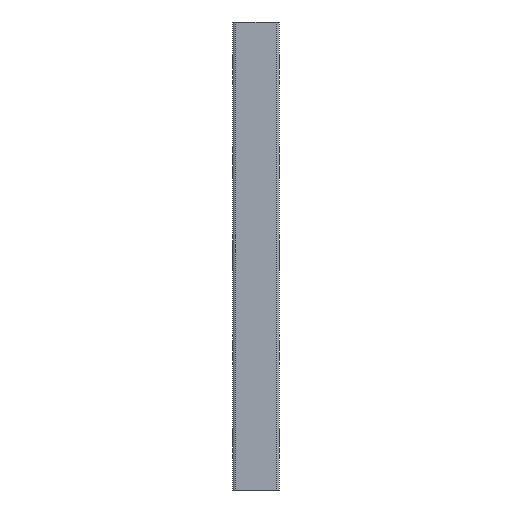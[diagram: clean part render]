
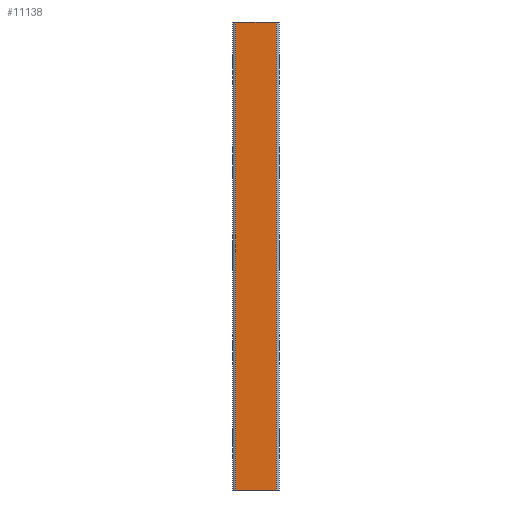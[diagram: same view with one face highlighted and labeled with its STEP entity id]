
A CAD part, left-side view. The second image highlights one B-rep face of the part: STEP entity #11138.
In plain terms, the highlighted planar face has unit normal (-1, 0, 0).
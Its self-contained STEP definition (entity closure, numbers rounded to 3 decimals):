
#432 = CARTESIAN_POINT ( 'NONE',  ( -12., 8., 0. ) ) ;
#485 = EDGE_CURVE ( 'NONE', #10132, #3733, #8265, .T. ) ;
#707 = ORIENTED_EDGE ( 'NONE', *, *, #10783, .T. ) ;
#1164 = CARTESIAN_POINT ( 'NONE',  ( -12., 7.5, 80. ) ) ;
#1287 = DIRECTION ( 'NONE',  ( 0., 0., 1. ) ) ;
#1688 = VECTOR ( 'NONE', #4280, 1000. ) ;
#2410 = EDGE_LOOP ( 'NONE', ( #9443, #707, #3621, #16234 ) ) ;
#2823 = DIRECTION ( 'NONE',  ( 0., 0., -1. ) ) ;
#3159 = VECTOR ( 'NONE', #1287, 1000. ) ;
#3552 = LINE ( 'NONE', #11354, #13234 ) ;
#3621 = ORIENTED_EDGE ( 'NONE', *, *, #10762, .F. ) ;
#3733 = VERTEX_POINT ( 'NONE', #15505 ) ;
#3919 = FACE_OUTER_BOUND ( 'NONE', #2410, .T. ) ;
#4280 = DIRECTION ( 'NONE',  ( 0., -1., 0. ) ) ;
#5902 = CARTESIAN_POINT ( 'NONE',  ( -12., 7.5, 80. ) ) ;
#7625 = CARTESIAN_POINT ( 'NONE',  ( -12., 0.5, 80. ) ) ;
#8262 = CARTESIAN_POINT ( 'NONE',  ( -12., 0.5, 0. ) ) ;
#8265 = LINE ( 'NONE', #5902, #14831 ) ;
#8667 = DIRECTION ( 'NONE',  ( 0., 0., -1. ) ) ;
#9325 = CARTESIAN_POINT ( 'NONE',  ( -12., 0.5, 80. ) ) ;
#9443 = ORIENTED_EDGE ( 'NONE', *, *, #12687, .T. ) ;
#9849 = VERTEX_POINT ( 'NONE', #9325 ) ;
#9909 = VERTEX_POINT ( 'NONE', #8262 ) ;
#10132 = VERTEX_POINT ( 'NONE', #1164 ) ;
#10762 = EDGE_CURVE ( 'NONE', #10132, #9849, #3552, .T. ) ;
#10783 = EDGE_CURVE ( 'NONE', #9909, #9849, #13634, .T. ) ;
#11138 = ADVANCED_FACE ( 'NONE', ( #3919 ), #13675, .F. ) ;
#11354 = CARTESIAN_POINT ( 'NONE',  ( -12., 8., 80. ) ) ;
#11780 = LINE ( 'NONE', #432, #1688 ) ;
#12416 = AXIS2_PLACEMENT_3D ( 'NONE', #14968, #16267, #8667 ) ;
#12642 = DIRECTION ( 'NONE',  ( 0., -1., 0. ) ) ;
#12687 = EDGE_CURVE ( 'NONE', #3733, #9909, #11780, .T. ) ;
#13234 = VECTOR ( 'NONE', #12642, 1000. ) ;
#13634 = LINE ( 'NONE', #7625, #3159 ) ;
#13675 = PLANE ( 'NONE',  #12416 ) ;
#14831 = VECTOR ( 'NONE', #2823, 1000. ) ;
#14968 = CARTESIAN_POINT ( 'NONE',  ( -12., 8., 80. ) ) ;
#15505 = CARTESIAN_POINT ( 'NONE',  ( -12., 7.5, 0. ) ) ;
#16234 = ORIENTED_EDGE ( 'NONE', *, *, #485, .T. ) ;
#16267 = DIRECTION ( 'NONE',  ( 1., 0., 0. ) ) ;
